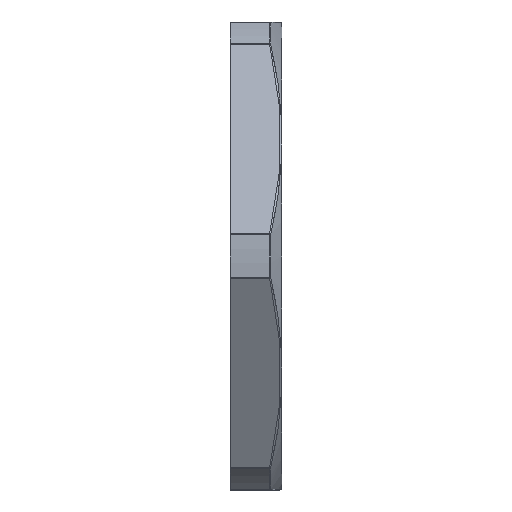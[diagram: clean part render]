
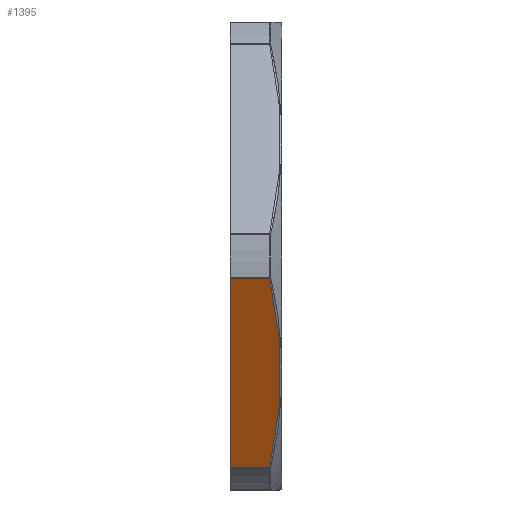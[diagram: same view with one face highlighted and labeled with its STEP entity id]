
A CAD part, front view. The second image highlights one B-rep face of the part: STEP entity #1395.
In plain terms, the highlighted planar face has unit normal (0, -0.866, -0.5).
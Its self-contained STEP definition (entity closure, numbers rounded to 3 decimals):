
#35=PLANE('',#1560);
#217=FACE_OUTER_BOUND('',#316,.T.);
#316=EDGE_LOOP('',(#1103,#1104,#1105,#1106));
#381=LINE('',#3160,#461);
#406=LINE('',#3597,#486);
#408=LINE('',#3619,#488);
#461=VECTOR('',#1707,10.);
#486=VECTOR('',#1860,10.);
#488=VECTOR('',#1884,10.);
#556=B_SPLINE_CURVE_WITH_KNOTS('',3,(#3613,#3614,#3615,#3616,#3617,#3618),
 .UNSPECIFIED.,.F.,.F.,(4,1,1,4),(0.49,2.007,3.019,
4.03),.UNSPECIFIED.);
#593=VERTEX_POINT('',#3157);
#594=VERTEX_POINT('',#3159);
#654=VERTEX_POINT('',#3595);
#657=VERTEX_POINT('',#3612);
#730=EDGE_CURVE('',#593,#594,#381,.T.);
#816=EDGE_CURVE('',#654,#593,#406,.T.);
#824=EDGE_CURVE('',#657,#654,#556,.T.);
#825=EDGE_CURVE('',#594,#657,#408,.T.);
#1103=ORIENTED_EDGE('',*,*,#816,.F.);
#1104=ORIENTED_EDGE('',*,*,#824,.F.);
#1105=ORIENTED_EDGE('',*,*,#825,.F.);
#1106=ORIENTED_EDGE('',*,*,#730,.F.);
#1395=ADVANCED_FACE('',(#217),#35,.F.);
#1560=AXIS2_PLACEMENT_3D('',#3611,#1882,#1883);
#1707=DIRECTION('',(0.,-0.5,0.866));
#1860=DIRECTION('',(-1.,0.,0.));
#1882=DIRECTION('center_axis',(0.,0.866,0.5));
#1883=DIRECTION('ref_axis',(0.,0.5,-0.866));
#1884=DIRECTION('',(1.,0.,0.));
#3157=CARTESIAN_POINT('',(-8.26,-23.686,-33.974));
#3159=CARTESIAN_POINT('',(-8.26,-41.266,-3.526));
#3160=CARTESIAN_POINT('',(-8.26,-31.703,-20.089));
#3595=CARTESIAN_POINT('',(-1.948,-23.686,-33.974));
#3597=CARTESIAN_POINT('',(-4.13,-23.686,-33.974));
#3611=CARTESIAN_POINT('Origin',(0.,-41.288,-3.487));
#3612=CARTESIAN_POINT('',(-1.948,-41.266,-3.526));
#3613=CARTESIAN_POINT('Ctrl Pts',(-1.948,-41.266,-3.526));
#3614=CARTESIAN_POINT('Ctrl Pts',(-0.969,-38.785,-7.823));
#3615=CARTESIAN_POINT('Ctrl Pts',(0.104,-34.589,-15.09));
#3616=CARTESIAN_POINT('Ctrl Pts',(-0.282,-28.678,
-25.329));
#3617=CARTESIAN_POINT('Ctrl Pts',(-1.296,-25.34,-31.109));
#3618=CARTESIAN_POINT('Ctrl Pts',(-1.948,-23.686,-33.974));
#3619=CARTESIAN_POINT('',(-4.13,-41.266,-3.526));
